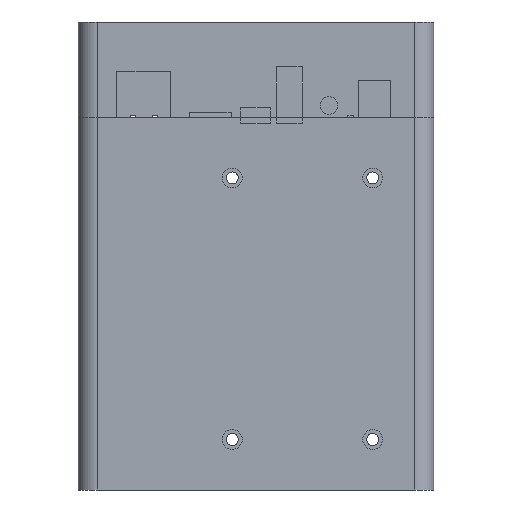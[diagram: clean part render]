
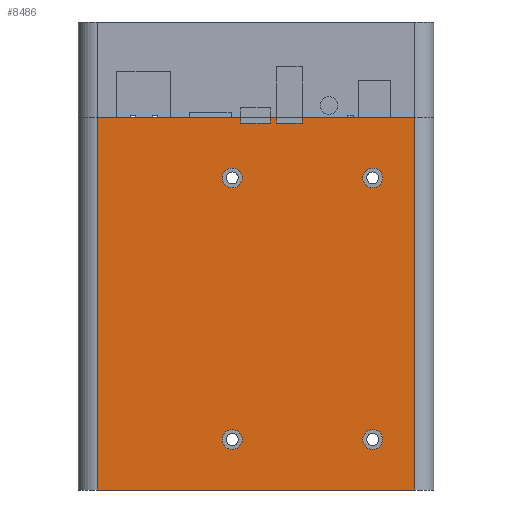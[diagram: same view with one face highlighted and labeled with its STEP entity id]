
A CAD part, front view. The second image highlights one B-rep face of the part: STEP entity #8486.
In plain terms, the highlighted planar face has unit normal (0, -1, 0).
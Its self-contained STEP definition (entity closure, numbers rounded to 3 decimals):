
#162=FACE_BOUND('',#1507,.T.);
#163=FACE_BOUND('',#1508,.T.);
#164=FACE_BOUND('',#1509,.T.);
#165=FACE_BOUND('',#1510,.T.);
#545=PLANE('',#9013);
#957=FACE_OUTER_BOUND('',#1506,.T.);
#1506=EDGE_LOOP('',(#7895,#7896,#7897,#7898,#7899,#7900,#7901,#7902,#7903,
#7904,#7905,#7906));
#1507=EDGE_LOOP('',(#7907));
#1508=EDGE_LOOP('',(#7908));
#1509=EDGE_LOOP('',(#7909));
#1510=EDGE_LOOP('',(#7910));
#2552=LINE('',#13332,#3621);
#2555=LINE('',#13338,#3624);
#2558=LINE('',#13344,#3627);
#2562=LINE('',#13359,#3631);
#2564=LINE('',#13363,#3633);
#2576=LINE('',#13397,#3645);
#2580=LINE('',#13412,#3649);
#2581=LINE('',#13414,#3650);
#2602=LINE('',#13455,#3671);
#2603=LINE('',#13456,#3672);
#2604=LINE('',#13458,#3673);
#2605=LINE('',#13459,#3674);
#3621=VECTOR('',#10963,10.);
#3624=VECTOR('',#10968,10.);
#3627=VECTOR('',#10973,10.);
#3631=VECTOR('',#10985,10.);
#3633=VECTOR('',#10989,10.);
#3645=VECTOR('',#11021,10.);
#3649=VECTOR('',#11035,10.);
#3650=VECTOR('',#11036,10.);
#3671=VECTOR('',#11085,10.);
#3672=VECTOR('',#11086,10.);
#3673=VECTOR('',#11087,10.);
#3674=VECTOR('',#11088,10.);
#3746=CIRCLE('',#8870,2.9);
#3747=CIRCLE('',#8872,2.9);
#3748=CIRCLE('',#8874,2.9);
#3749=CIRCLE('',#8876,2.9);
#4382=VERTEX_POINT('',#12901);
#4383=VERTEX_POINT('',#12905);
#4384=VERTEX_POINT('',#12909);
#4385=VERTEX_POINT('',#12913);
#4510=VERTEX_POINT('',#13329);
#4511=VERTEX_POINT('',#13331);
#4512=VERTEX_POINT('',#13335);
#4513=VERTEX_POINT('',#13337);
#4514=VERTEX_POINT('',#13341);
#4515=VERTEX_POINT('',#13343);
#4522=VERTEX_POINT('',#13357);
#4523=VERTEX_POINT('',#13361);
#4534=VERTEX_POINT('',#13395);
#4535=VERTEX_POINT('',#13396);
#4542=VERTEX_POINT('',#13413);
#4549=VERTEX_POINT('',#13457);
#5425=EDGE_CURVE('',#4382,#4382,#3746,.T.);
#5427=EDGE_CURVE('',#4383,#4383,#3747,.T.);
#5429=EDGE_CURVE('',#4384,#4384,#3748,.T.);
#5431=EDGE_CURVE('',#4385,#4385,#3749,.T.);
#5638=EDGE_CURVE('',#4511,#4510,#2552,.T.);
#5641=EDGE_CURVE('',#4513,#4512,#2555,.T.);
#5644=EDGE_CURVE('',#4514,#4515,#2558,.T.);
#5652=EDGE_CURVE('',#4522,#4512,#2562,.T.);
#5654=EDGE_CURVE('',#4514,#4523,#2564,.T.);
#5670=EDGE_CURVE('',#4534,#4535,#2576,.T.);
#5678=EDGE_CURVE('',#4523,#4511,#2580,.T.);
#5679=EDGE_CURVE('',#4542,#4513,#2581,.T.);
#5700=EDGE_CURVE('',#4522,#4535,#2602,.T.);
#5701=EDGE_CURVE('',#4515,#4534,#2603,.T.);
#5702=EDGE_CURVE('',#4549,#4510,#2604,.T.);
#5703=EDGE_CURVE('',#4549,#4542,#2605,.T.);
#7895=ORIENTED_EDGE('',*,*,#5641,.T.);
#7896=ORIENTED_EDGE('',*,*,#5652,.F.);
#7897=ORIENTED_EDGE('',*,*,#5700,.T.);
#7898=ORIENTED_EDGE('',*,*,#5670,.F.);
#7899=ORIENTED_EDGE('',*,*,#5701,.F.);
#7900=ORIENTED_EDGE('',*,*,#5644,.F.);
#7901=ORIENTED_EDGE('',*,*,#5654,.T.);
#7902=ORIENTED_EDGE('',*,*,#5678,.T.);
#7903=ORIENTED_EDGE('',*,*,#5638,.T.);
#7904=ORIENTED_EDGE('',*,*,#5702,.F.);
#7905=ORIENTED_EDGE('',*,*,#5703,.T.);
#7906=ORIENTED_EDGE('',*,*,#5679,.T.);
#7907=ORIENTED_EDGE('',*,*,#5425,.T.);
#7908=ORIENTED_EDGE('',*,*,#5427,.T.);
#7909=ORIENTED_EDGE('',*,*,#5429,.T.);
#7910=ORIENTED_EDGE('',*,*,#5431,.T.);
#8486=ADVANCED_FACE('',(#957,#162,#163,#164,#165),#545,.T.);
#8870=AXIS2_PLACEMENT_3D('',#12902,#10554,#10555);
#8872=AXIS2_PLACEMENT_3D('',#12906,#10559,#10560);
#8874=AXIS2_PLACEMENT_3D('',#12910,#10564,#10565);
#8876=AXIS2_PLACEMENT_3D('',#12914,#10569,#10570);
#9013=AXIS2_PLACEMENT_3D('',#13454,#11083,#11084);
#10554=DIRECTION('center_axis',(0.,1.,0.));
#10555=DIRECTION('ref_axis',(1.,0.,0.));
#10559=DIRECTION('center_axis',(0.,1.,0.));
#10560=DIRECTION('ref_axis',(1.,0.,0.));
#10564=DIRECTION('center_axis',(0.,1.,0.));
#10565=DIRECTION('ref_axis',(1.,0.,0.));
#10569=DIRECTION('center_axis',(0.,1.,0.));
#10570=DIRECTION('ref_axis',(1.,0.,0.));
#10963=DIRECTION('',(0.,0.,1.));
#10968=DIRECTION('',(0.,0.,1.));
#10973=DIRECTION('',(1.,0.,0.));
#10985=DIRECTION('',(1.,0.,0.));
#10989=DIRECTION('',(0.,0.,-1.));
#11021=DIRECTION('',(-1.,0.,0.));
#11035=DIRECTION('',(-1.,0.,0.));
#11036=DIRECTION('',(-1.,0.,0.));
#11083=DIRECTION('center_axis',(0.,-1.,0.));
#11084=DIRECTION('ref_axis',(-1.,0.,0.));
#11085=DIRECTION('',(0.,0.,-1.));
#11086=DIRECTION('',(0.,0.,-1.));
#11087=DIRECTION('',(1.,0.,0.));
#11088=DIRECTION('',(0.,0.,-1.));
#12901=CARTESIAN_POINT('',(40.15,-2.,-92.65));
#12902=CARTESIAN_POINT('Origin',(43.05,-2.,-92.65));
#12905=CARTESIAN_POINT('',(40.15,-2.,-16.05));
#12906=CARTESIAN_POINT('Origin',(43.05,-2.,-16.05));
#12909=CARTESIAN_POINT('',(81.25,-2.,-92.65));
#12910=CARTESIAN_POINT('Origin',(84.15,-2.,-92.65));
#12913=CARTESIAN_POINT('',(81.25,-2.,-16.05));
#12914=CARTESIAN_POINT('Origin',(84.15,-2.,-16.05));
#13329=CARTESIAN_POINT('',(56.,-2.,1.59));
#13331=CARTESIAN_POINT('',(56.,-2.,-0.01));
#13332=CARTESIAN_POINT('',(56.,-2.,9.045));
#13335=CARTESIAN_POINT('',(45.5,-2.,1.59));
#13337=CARTESIAN_POINT('',(45.5,-2.,-0.01));
#13338=CARTESIAN_POINT('',(45.5,-2.,3.045));
#13341=CARTESIAN_POINT('',(63.5,-2.,1.59));
#13343=CARTESIAN_POINT('',(96.5,-2.,1.59));
#13344=CARTESIAN_POINT('',(3.5,-2.,1.59));
#13357=CARTESIAN_POINT('',(3.5,-2.,1.59));
#13359=CARTESIAN_POINT('',(3.5,-2.,1.59));
#13361=CARTESIAN_POINT('',(63.5,-2.,-0.01));
#13363=CARTESIAN_POINT('',(63.5,-2.,9.045));
#13395=CARTESIAN_POINT('',(96.5,-2.,-107.41));
#13396=CARTESIAN_POINT('',(3.5,-2.,-107.41));
#13397=CARTESIAN_POINT('',(96.5,-2.,-107.41));
#13412=CARTESIAN_POINT('',(71.,-2.,-0.01));
#13413=CARTESIAN_POINT('',(54.2,-2.,-0.01));
#13414=CARTESIAN_POINT('',(71.,-2.,-0.01));
#13454=CARTESIAN_POINT('Origin',(96.5,-2.,1.59));
#13455=CARTESIAN_POINT('',(3.5,-2.,1.59));
#13456=CARTESIAN_POINT('',(96.5,-2.,1.59));
#13457=CARTESIAN_POINT('',(54.2,-2.,1.59));
#13458=CARTESIAN_POINT('',(3.5,-2.,1.59));
#13459=CARTESIAN_POINT('',(54.2,-2.,1.295));
